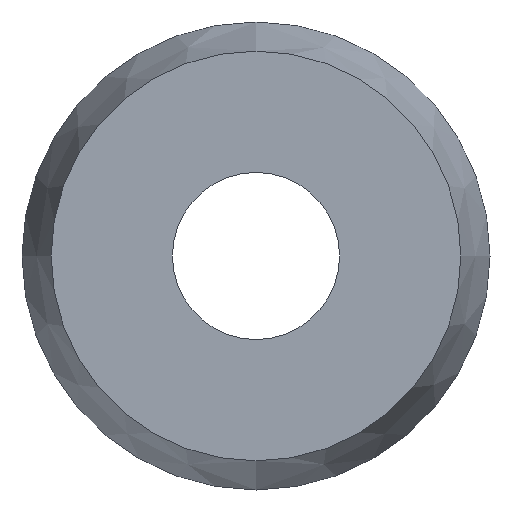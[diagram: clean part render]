
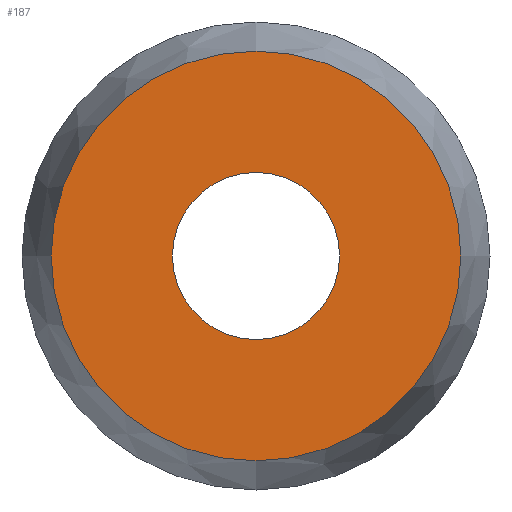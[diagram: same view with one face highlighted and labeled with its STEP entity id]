
A CAD part, left-side view. The second image highlights one B-rep face of the part: STEP entity #187.
In plain terms, the highlighted planar face has unit normal (-1, 0, 0).
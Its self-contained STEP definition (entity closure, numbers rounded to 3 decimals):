
#12 = DIRECTION ( 'NONE',  ( 0., 0., -1. ) ) ;
#14 = EDGE_LOOP ( 'NONE', ( #310, #225 ) ) ;
#29 = VERTEX_POINT ( 'NONE', #101 ) ;
#30 = CIRCLE ( 'NONE', #274, 5. ) ;
#47 = EDGE_LOOP ( 'NONE', ( #321, #179 ) ) ;
#60 = DIRECTION ( 'NONE',  ( -1., 0., 0. ) ) ;
#63 = DIRECTION ( 'NONE',  ( 0., 0., 1. ) ) ;
#67 = DIRECTION ( 'NONE',  ( -1., 0., 0. ) ) ;
#70 = FACE_OUTER_BOUND ( 'NONE', #14, .T. ) ;
#81 = CIRCLE ( 'NONE', #393, 12.258 ) ;
#101 = CARTESIAN_POINT ( 'NONE',  ( 0., 0., -5. ) ) ;
#112 = CARTESIAN_POINT ( 'NONE',  ( 0., 0., 12.258 ) ) ;
#115 = DIRECTION ( 'NONE',  ( -1., 0., 0. ) ) ;
#120 = DIRECTION ( 'NONE',  ( 0., 0., 1. ) ) ;
#141 = DIRECTION ( 'NONE',  ( 0., 0., 1. ) ) ;
#155 = CIRCLE ( 'NONE', #375, 12.258 ) ;
#164 = AXIS2_PLACEMENT_3D ( 'NONE', #345, #115, #141 ) ;
#178 = CARTESIAN_POINT ( 'NONE',  ( 0., 0., 5. ) ) ;
#179 = ORIENTED_EDGE ( 'NONE', *, *, #197, .F. ) ;
#187 = ADVANCED_FACE ( 'NONE', ( #369, #70 ), #338, .F. ) ;
#197 = EDGE_CURVE ( 'NONE', #29, #286, #288, .T. ) ;
#213 = VERTEX_POINT ( 'NONE', #112 ) ;
#215 = CARTESIAN_POINT ( 'NONE',  ( 0., 0., -12.258 ) ) ;
#225 = ORIENTED_EDGE ( 'NONE', *, *, #420, .T. ) ;
#226 = EDGE_CURVE ( 'NONE', #286, #29, #30, .T. ) ;
#227 = CARTESIAN_POINT ( 'NONE',  ( 0., 0., 0. ) ) ;
#249 = CARTESIAN_POINT ( 'NONE',  ( 0., 0., 0. ) ) ;
#254 = AXIS2_PLACEMENT_3D ( 'NONE', #305, #386, #12 ) ;
#263 = CARTESIAN_POINT ( 'NONE',  ( 0., 0., 0. ) ) ;
#274 = AXIS2_PLACEMENT_3D ( 'NONE', #249, #311, #413 ) ;
#286 = VERTEX_POINT ( 'NONE', #178 ) ;
#288 = CIRCLE ( 'NONE', #164, 5. ) ;
#305 = CARTESIAN_POINT ( 'NONE',  ( 0., 12.258, 0. ) ) ;
#310 = ORIENTED_EDGE ( 'NONE', *, *, #403, .T. ) ;
#311 = DIRECTION ( 'NONE',  ( -1., 0., 0. ) ) ;
#312 = VERTEX_POINT ( 'NONE', #215 ) ;
#321 = ORIENTED_EDGE ( 'NONE', *, *, #226, .F. ) ;
#338 = PLANE ( 'NONE',  #254 ) ;
#345 = CARTESIAN_POINT ( 'NONE',  ( 0., 0., 0. ) ) ;
#369 = FACE_BOUND ( 'NONE', #47, .T. ) ;
#375 = AXIS2_PLACEMENT_3D ( 'NONE', #263, #60, #63 ) ;
#386 = DIRECTION ( 'NONE',  ( 1., 0., 0. ) ) ;
#393 = AXIS2_PLACEMENT_3D ( 'NONE', #227, #67, #120 ) ;
#403 = EDGE_CURVE ( 'NONE', #312, #213, #81, .T. ) ;
#413 = DIRECTION ( 'NONE',  ( 0., 0., 1. ) ) ;
#420 = EDGE_CURVE ( 'NONE', #213, #312, #155, .T. ) ;
